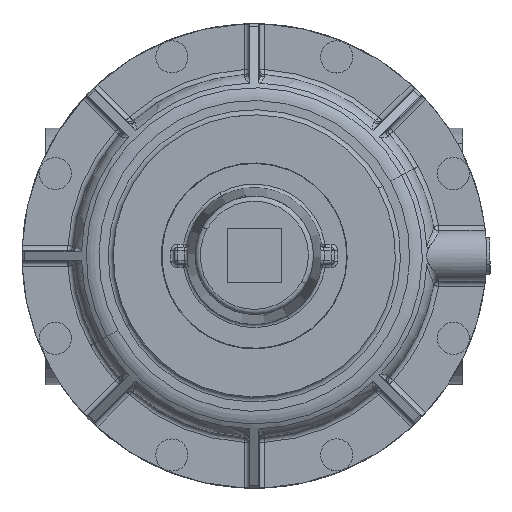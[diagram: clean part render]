
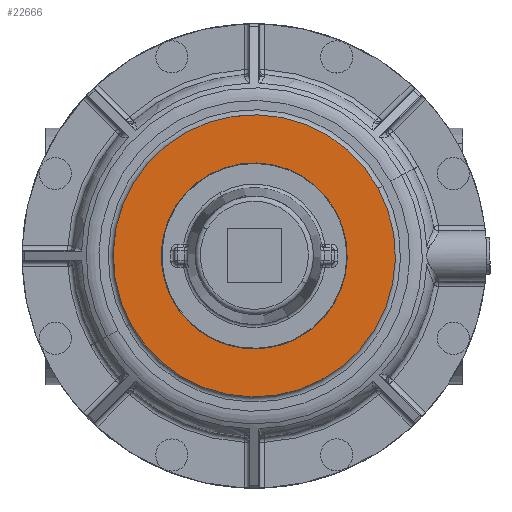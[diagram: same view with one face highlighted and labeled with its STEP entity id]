
A CAD part, top view. The second image highlights one B-rep face of the part: STEP entity #22666.
In plain terms, the highlighted planar face has unit normal (0, 0, 1).
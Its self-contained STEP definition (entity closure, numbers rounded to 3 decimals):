
#22617=CARTESIAN_POINT('Axis2P3D Location',(-83.5,0.,187.)) ;
#22622=CARTESIAN_POINT('Axis2P3D Location',(0.,0.,187.)) ;
#22626=CARTESIAN_POINT('Vertex',(73.278,40.032,187.)) ;
#22628=CARTESIAN_POINT('Vertex',(-73.278,-40.032,187.)) ;
#22631=CARTESIAN_POINT('Axis2P3D Location',(0.,0.,187.)) ;
#22640=CARTESIAN_POINT('Axis2P3D Location',(0.,0.,187.)) ;
#22644=CARTESIAN_POINT('Vertex',(26.129,-47.828,187.)) ;
#22646=CARTESIAN_POINT('Vertex',(-26.129,47.828,187.)) ;
#22649=CARTESIAN_POINT('Axis2P3D Location',(0.,0.,187.)) ;
#22653=CARTESIAN_POINT('Vertex',(20.212,-50.613,187.)) ;
#22656=CARTESIAN_POINT('Axis2P3D Location',(0.,0.,187.)) ;
#22618=DIRECTION('Axis2P3D Direction',(0.,0.,1.)) ;
#22619=DIRECTION('Axis2P3D XDirection',(-1.,0.,0.)) ;
#22623=DIRECTION('Axis2P3D Direction',(0.,0.,1.)) ;
#22632=DIRECTION('Axis2P3D Direction',(0.,0.,1.)) ;
#22641=DIRECTION('Axis2P3D Direction',(0.,0.,1.)) ;
#22650=DIRECTION('Axis2P3D Direction',(0.,0.,1.)) ;
#22657=DIRECTION('Axis2P3D Direction',(0.,0.,1.)) ;
#22620=AXIS2_PLACEMENT_3D('Plane Axis2P3D',#22617,#22618,#22619) ;
#22624=AXIS2_PLACEMENT_3D('Circle Axis2P3D',#22622,#22623,$) ;
#22633=AXIS2_PLACEMENT_3D('Circle Axis2P3D',#22631,#22632,$) ;
#22642=AXIS2_PLACEMENT_3D('Circle Axis2P3D',#22640,#22641,$) ;
#22651=AXIS2_PLACEMENT_3D('Circle Axis2P3D',#22649,#22650,$) ;
#22658=AXIS2_PLACEMENT_3D('Circle Axis2P3D',#22656,#22657,$) ;
#22637=ORIENTED_EDGE('',*,*,#22630,.T.) ;
#22638=ORIENTED_EDGE('',*,*,#22635,.T.) ;
#22662=ORIENTED_EDGE('',*,*,#22648,.F.) ;
#22663=ORIENTED_EDGE('',*,*,#22655,.F.) ;
#22664=ORIENTED_EDGE('',*,*,#22660,.F.) ;
#22665=FACE_BOUND('',#22661,.T.) ;
#22666=ADVANCED_FACE('Brep With Voids',(#22639,#22665),#22621,.T.) ;
#22625=CIRCLE('generated circle',#22624,83.5) ;
#22634=CIRCLE('generated circle',#22633,83.5) ;
#22643=CIRCLE('generated circle',#22642,54.5) ;
#22652=CIRCLE('generated circle',#22651,54.5) ;
#22659=CIRCLE('generated circle',#22658,54.5) ;
#22630=EDGE_CURVE('',#22627,#22629,#22625,.T.) ;
#22635=EDGE_CURVE('',#22629,#22627,#22634,.T.) ;
#22648=EDGE_CURVE('',#22645,#22647,#22643,.T.) ;
#22655=EDGE_CURVE('',#22654,#22645,#22652,.T.) ;
#22660=EDGE_CURVE('',#22647,#22654,#22659,.T.) ;
#22636=EDGE_LOOP('',(#22637,#22638)) ;
#22661=EDGE_LOOP('',(#22662,#22663,#22664)) ;
#22639=FACE_OUTER_BOUND('',#22636,.T.) ;
#22621=PLANE('',#22620) ;
#22627=VERTEX_POINT('',#22626) ;
#22629=VERTEX_POINT('',#22628) ;
#22645=VERTEX_POINT('',#22644) ;
#22647=VERTEX_POINT('',#22646) ;
#22654=VERTEX_POINT('',#22653) ;
